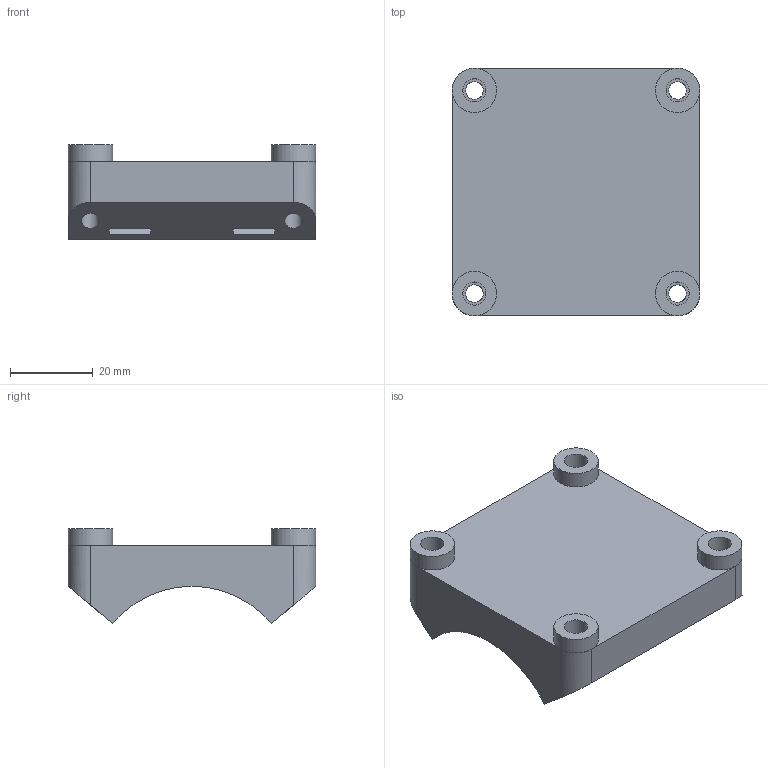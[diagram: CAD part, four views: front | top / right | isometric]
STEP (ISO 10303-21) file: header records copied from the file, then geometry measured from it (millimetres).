
FILE_DESCRIPTION(('FreeCAD Model'),'2;1');
FILE_NAME('Open CASCADE Shape Model','2025-09-13T20:36:14',(''),(''), 'Open CASCADE STEP processor 7.9','FreeCAD','Unknown');
FILE_SCHEMA(('AUTOMOTIVE_DESIGN { 1 0 10303 214 1 1 1 1 }'));
Length unit declared in the file: millimetre
Products named in the file (1): bracket
Bounding box: 60 x 60 x 23 mm (x, y, z)
Volume: 45957.4 mm3; surface area: 14398.7 mm2
Topology: 1 solids, 1 shells, 44 faces, 106 edges, 68 vertices
Faces by surface type: plane 23, cylinder 21
Full cylindrical faces by diameter (mm): 4.3 x4, 5.6 x4, 10.77 x4
Entity records: 1342 total; most frequent: DIRECTION 246, CARTESIAN_POINT 219, ORIENTED_EDGE 212, EDGE_CURVE 106, AXIS2_PLACEMENT_3D 95, VERTEX_POINT 68, FACE_BOUND 60, EDGE_LOOP 60
